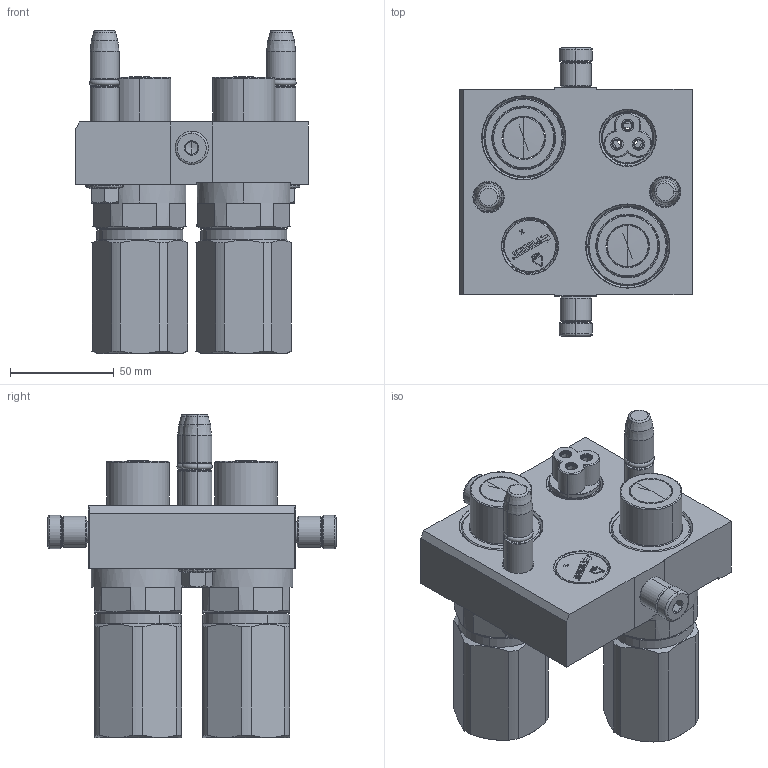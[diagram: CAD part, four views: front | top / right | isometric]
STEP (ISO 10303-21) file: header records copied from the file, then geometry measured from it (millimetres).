
FILE_DESCRIPTION (( 'STEP AP214' ), '1' );
FILE_NAME ('FASTER.step', '2022-02-03T22:10:59', ( '' ), ( '' ), 'SwSTEP 2.0', 'SolidWorks 2017', '' );
FILE_SCHEMA (( 'AUTOMOTIVE_DESIGN' ));
Length unit declared in the file: millimetre
Products named in the file (15): 1540_080_0008_000; 4830_021_0000_000; 4830_028_1000_011; 4830_013_3000_030; 4830_010_0000_032; et002; 3ffnp34_gas_m; FASTER; or2_62x9_19_m; corpospel08-3m; TAPPO_12; 4830_044_0000_000; conn_3p_m; P510_M_BASE
Assembly tree (22 placements, depth 3):
  FASTER
    P510_M_BASE
      4830_010_0000_032
      4830_013_3000_030  x2
      4830_028_1000_011  x2
      4830_021_0000_000  x2
      1540_080_0008_000  x2
      or2_62x9_19_m  x2
    3ffnp34_gas_m  x2
      3ffnp34_gas_m
    TAPPO_12
    conn_3p_m
      4830_044_0000_000  x3
      corpospel08-3m
    et002
Bounding box: 112.3 x 138.6 x 155.35 mm (x, y, z)
Volume: 14420.4 mm3; surface area: 134438.2 mm2
Topology: 6 solids, 52 shells, 2217 faces, 6329 edges, 4187 vertices
Faces by surface type: plane 1301, cylinder 445, cone 282, torus 139, bspline 44, sphere 6
Entity records: 72111 total; most frequent: CARTESIAN_POINT 17634, ORIENTED_EDGE 9580, DIRECTION 9064, EDGE_CURVE 5020, LINE 3454, VECTOR 3454, VERTEX_POINT 3319, AXIS2_PLACEMENT_3D 2805
